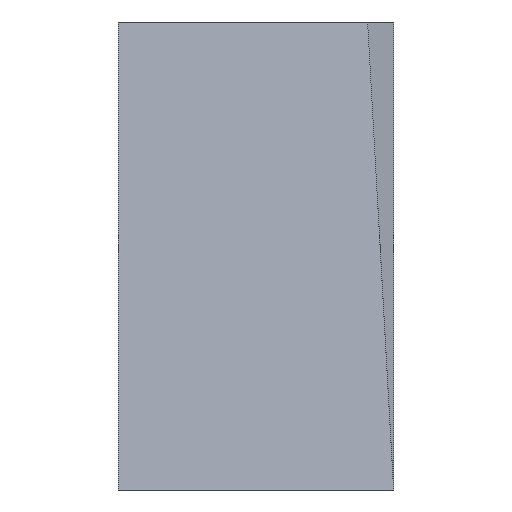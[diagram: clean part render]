
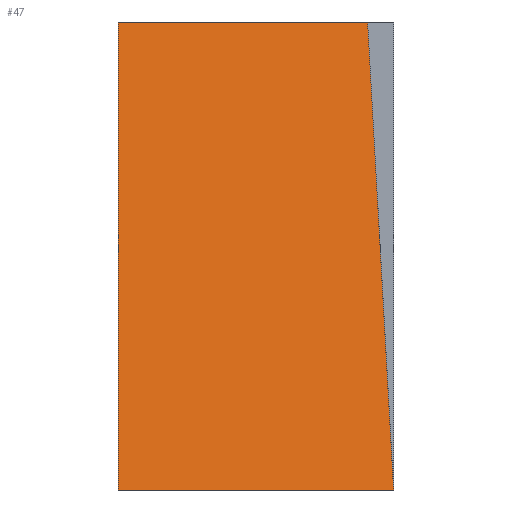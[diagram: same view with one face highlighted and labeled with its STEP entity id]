
A CAD part, left-side view. The second image highlights one B-rep face of the part: STEP entity #47.
In plain terms, the highlighted planar face has unit normal (-0.985, 0, 0.174).
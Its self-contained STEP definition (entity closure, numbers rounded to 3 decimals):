
#7 = PLANE ( 'NONE',  #363 ) ;
#17 = DIRECTION ( 'NONE',  ( 0.173, 0.055, 0.983 ) ) ;
#25 = DIRECTION ( 'NONE',  ( -0.174, 0., -0.985 ) ) ;
#42 = VECTOR ( 'NONE', #362, 1000. ) ;
#43 = VECTOR ( 'NONE', #121, 1000. ) ;
#47 = ADVANCED_FACE ( 'NONE', ( #200 ), #7, .F. ) ;
#63 = CARTESIAN_POINT ( 'NONE',  ( -17.5, -0.001, -8.5 ) ) ;
#66 = CARTESIAN_POINT ( 'NONE',  ( -17.5, 0., -8.5 ) ) ;
#79 = VECTOR ( 'NONE', #25, 1000. ) ;
#88 = LINE ( 'NONE', #278, #79 ) ;
#94 = EDGE_LOOP ( 'NONE', ( #207, #217, #231, #261 ) ) ;
#96 = CARTESIAN_POINT ( 'NONE',  ( -14.502, 0.947, 8.5 ) ) ;
#108 = CARTESIAN_POINT ( 'NONE',  ( -14.502, 10., 8.5 ) ) ;
#114 = EDGE_CURVE ( 'NONE', #353, #129, #313, .T. ) ;
#121 = DIRECTION ( 'NONE',  ( 0., -1., 0. ) ) ;
#129 = VERTEX_POINT ( 'NONE', #108 ) ;
#133 = CARTESIAN_POINT ( 'NONE',  ( -17.5, 10., -8.5 ) ) ;
#143 = DIRECTION ( 'NONE',  ( -0.174, 0., -0.985 ) ) ;
#156 = VERTEX_POINT ( 'NONE', #133 ) ;
#179 = LINE ( 'NONE', #263, #43 ) ;
#198 = EDGE_CURVE ( 'NONE', #228, #353, #330, .T. ) ;
#200 = FACE_OUTER_BOUND ( 'NONE', #94, .T. ) ;
#207 = ORIENTED_EDGE ( 'NONE', *, *, #198, .T. ) ;
#217 = ORIENTED_EDGE ( 'NONE', *, *, #114, .T. ) ;
#228 = VERTEX_POINT ( 'NONE', #300 ) ;
#231 = ORIENTED_EDGE ( 'NONE', *, *, #291, .T. ) ;
#247 = CARTESIAN_POINT ( 'NONE',  ( -14.502, -0.001, 8.5 ) ) ;
#253 = VECTOR ( 'NONE', #17, 1000. ) ;
#261 = ORIENTED_EDGE ( 'NONE', *, *, #326, .T. ) ;
#263 = CARTESIAN_POINT ( 'NONE',  ( -17.5, 10., -8.5 ) ) ;
#278 = CARTESIAN_POINT ( 'NONE',  ( -17.5, 10., -8.5 ) ) ;
#287 = DIRECTION ( 'NONE',  ( 0.985, 0., -0.174 ) ) ;
#291 = EDGE_CURVE ( 'NONE', #129, #156, #88, .T. ) ;
#300 = CARTESIAN_POINT ( 'NONE',  ( -17.5, 0., -8.5 ) ) ;
#313 = LINE ( 'NONE', #247, #42 ) ;
#326 = EDGE_CURVE ( 'NONE', #156, #228, #179, .T. ) ;
#330 = LINE ( 'NONE', #66, #253 ) ;
#353 = VERTEX_POINT ( 'NONE', #96 ) ;
#362 = DIRECTION ( 'NONE',  ( 0., 1., 0. ) ) ;
#363 = AXIS2_PLACEMENT_3D ( 'NONE', #63, #287, #143 ) ;
